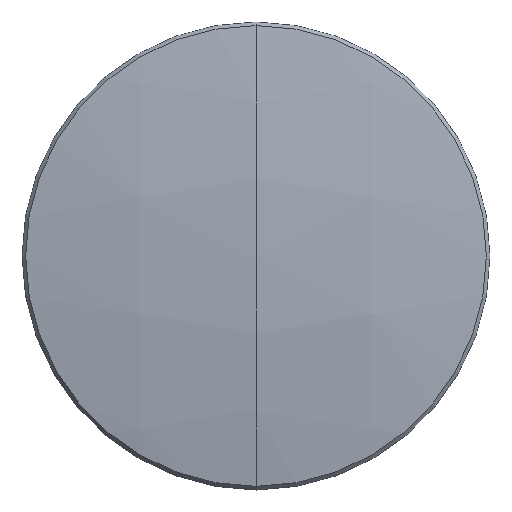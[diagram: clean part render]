
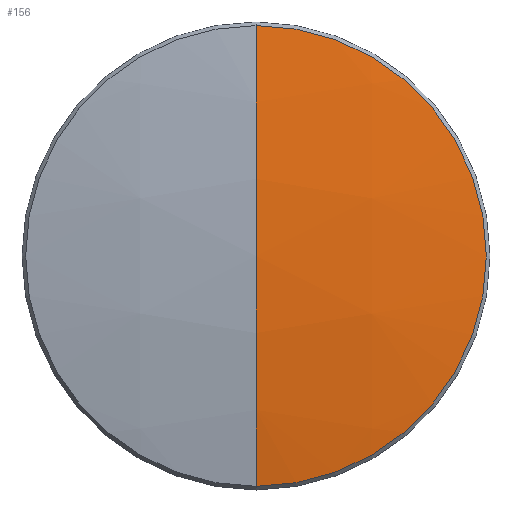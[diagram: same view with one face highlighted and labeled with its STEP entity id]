
A CAD part, top view. The second image highlights one B-rep face of the part: STEP entity #156.
In plain terms, the highlighted spherical face has radius 76.299 mm.
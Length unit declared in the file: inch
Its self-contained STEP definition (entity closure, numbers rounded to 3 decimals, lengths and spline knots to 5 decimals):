
#4 = SPHERICAL_SURFACE ( 'NONE', #120, 3.0039 ) ;
#45 = FACE_OUTER_BOUND ( 'NONE', #123, .T. ) ;
#55 = ORIENTED_EDGE ( 'NONE', *, *, #272, .T. ) ;
#58 = DIRECTION ( 'NONE',  ( 1., 0., 0. ) ) ;
#59 = VERTEX_POINT ( 'NONE', #211 ) ;
#72 = CARTESIAN_POINT ( 'NONE',  ( 0., 0.49225, 0.01963 ) ) ;
#82 = DIRECTION ( 'NONE',  ( 0., 1., 0. ) ) ;
#85 = DIRECTION ( 'NONE',  ( 0., 0., 1. ) ) ;
#87 = CIRCLE ( 'NONE', #297, 0.49225 ) ;
#105 = CARTESIAN_POINT ( 'NONE',  ( 0., 0., -2.94366 ) ) ;
#108 = CARTESIAN_POINT ( 'NONE',  ( 0., -0.49225, 0.01963 ) ) ;
#120 = AXIS2_PLACEMENT_3D ( 'NONE', #236, #270, #82 ) ;
#123 = EDGE_LOOP ( 'NONE', ( #136, #171, #55 ) ) ;
#129 = DIRECTION ( 'NONE',  ( 0., 0., 1. ) ) ;
#136 = ORIENTED_EDGE ( 'NONE', *, *, #253, .F. ) ;
#156 = ADVANCED_FACE ( 'NONE', ( #45 ), #4, .T. ) ;
#164 = CIRCLE ( 'NONE', #262, 3.0039 ) ;
#171 = ORIENTED_EDGE ( 'NONE', *, *, #251, .T. ) ;
#189 = CARTESIAN_POINT ( 'NONE',  ( 0., 0., -2.94366 ) ) ;
#210 = CIRCLE ( 'NONE', #226, 3.0039 ) ;
#211 = CARTESIAN_POINT ( 'NONE',  ( 0., 0., 0.06024 ) ) ;
#215 = DIRECTION ( 'NONE',  ( 0., 1., 0. ) ) ;
#218 = CARTESIAN_POINT ( 'NONE',  ( 0., 0., 0.01963 ) ) ;
#226 = AXIS2_PLACEMENT_3D ( 'NONE', #189, #58, #215 ) ;
#230 = VERTEX_POINT ( 'NONE', #72 ) ;
#236 = CARTESIAN_POINT ( 'NONE',  ( 0., 0., -2.94366 ) ) ;
#238 = DIRECTION ( 'NONE',  ( 0., 1., 0. ) ) ;
#251 = EDGE_CURVE ( 'NONE', #59, #301, #210, .T. ) ;
#253 = EDGE_CURVE ( 'NONE', #59, #230, #164, .T. ) ;
#262 = AXIS2_PLACEMENT_3D ( 'NONE', #105, #269, #129 ) ;
#269 = DIRECTION ( 'NONE',  ( -1., 0., 0. ) ) ;
#270 = DIRECTION ( 'NONE',  ( 1., 0., 0. ) ) ;
#272 = EDGE_CURVE ( 'NONE', #301, #230, #87, .T. ) ;
#297 = AXIS2_PLACEMENT_3D ( 'NONE', #218, #85, #238 ) ;
#301 = VERTEX_POINT ( 'NONE', #108 ) ;
